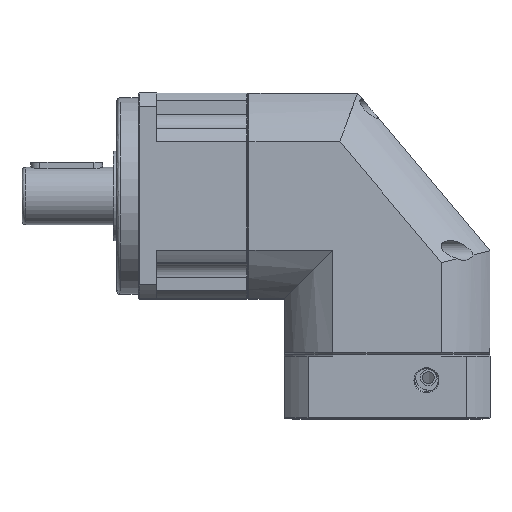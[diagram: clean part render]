
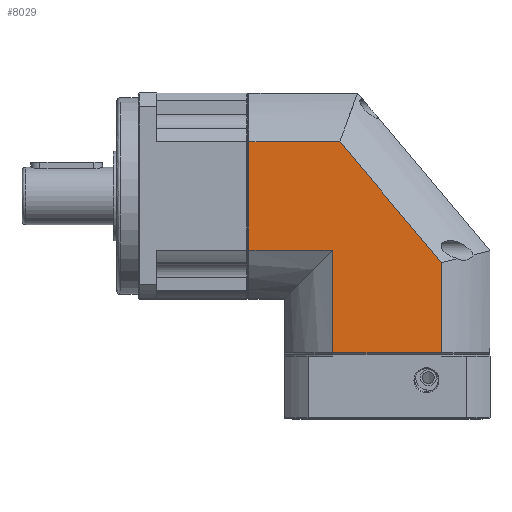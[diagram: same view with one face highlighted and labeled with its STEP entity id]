
A CAD part, top view. The second image highlights one B-rep face of the part: STEP entity #8029.
In plain terms, the highlighted planar face has unit normal (0, 0, 1).
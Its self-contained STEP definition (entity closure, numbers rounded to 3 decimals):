
#41 = DIRECTION ( 'NONE',  ( 1., 0., 0. ) ) ;
#90 = CARTESIAN_POINT ( 'NONE',  ( -9.042, -8.988, 115. ) ) ;
#378 = DIRECTION ( 'NONE',  ( -0.643, 0.766, 0. ) ) ;
#500 = CARTESIAN_POINT ( 'NONE',  ( 40.561, -20.52, 115. ) ) ;
#1122 = VERTEX_POINT ( 'NONE', #3832 ) ;
#1203 = VECTOR ( 'NONE', #13263, 1000. ) ;
#1531 = DIRECTION ( 'NONE',  ( 0., 0., 1. ) ) ;
#1833 = ORIENTED_EDGE ( 'NONE', *, *, #6161, .T. ) ;
#2118 = LINE ( 'NONE', #3546, #20539 ) ;
#2153 = PLANE ( 'NONE',  #16945 ) ;
#2811 = VERTEX_POINT ( 'NONE', #5769 ) ;
#3449 = ORIENTED_EDGE ( 'NONE', *, *, #6974, .T. ) ;
#3546 = CARTESIAN_POINT ( 'NONE',  ( -20.061, -8.988, 115. ) ) ;
#3832 = CARTESIAN_POINT ( 'NONE',  ( 40.561, -20.52, 115. ) ) ;
#4491 = CARTESIAN_POINT ( 'NONE',  ( 40.561, -8.988, 115. ) ) ;
#4835 = DIRECTION ( 'NONE',  ( 1., 0., 0. ) ) ;
#5769 = CARTESIAN_POINT ( 'NONE',  ( -66.95, 47.061, 115. ) ) ;
#6161 = EDGE_CURVE ( 'NONE', #14668, #17465, #7505, .T. ) ;
#6244 = LINE ( 'NONE', #13183, #11049 ) ;
#6284 = LINE ( 'NONE', #500, #11085 ) ;
#6372 = VERTEX_POINT ( 'NONE', #10683 ) ;
#6974 = EDGE_CURVE ( 'NONE', #17465, #1122, #15323, .T. ) ;
#7505 = LINE ( 'NONE', #16821, #20786 ) ;
#7745 = ORIENTED_EDGE ( 'NONE', *, *, #8338, .T. ) ;
#7889 = EDGE_CURVE ( 'NONE', #1122, #14596, #6284, .T. ) ;
#8029 = ADVANCED_FACE ( 'NONE', ( #18447 ), #2153, .T. ) ;
#8206 = ORIENTED_EDGE ( 'NONE', *, *, #9671, .T. ) ;
#8338 = EDGE_CURVE ( 'NONE', #14596, #2811, #6244, .T. ) ;
#8378 = CARTESIAN_POINT ( 'NONE',  ( -9.042, -13.561, 115. ) ) ;
#8409 = EDGE_CURVE ( 'NONE', #2811, #12516, #8810, .T. ) ;
#8810 = LINE ( 'NONE', #12702, #17643 ) ;
#9021 = EDGE_CURVE ( 'NONE', #12516, #6372, #19966, .T. ) ;
#9284 = ORIENTED_EDGE ( 'NONE', *, *, #7889, .T. ) ;
#9671 = EDGE_CURVE ( 'NONE', #6372, #14668, #2118, .T. ) ;
#9756 = CARTESIAN_POINT ( 'NONE',  ( -16.146, 47.061, 115. ) ) ;
#10523 = DIRECTION ( 'NONE',  ( 0., -1., 0. ) ) ;
#10683 = CARTESIAN_POINT ( 'NONE',  ( -20.061, -13.561, 115. ) ) ;
#11049 = VECTOR ( 'NONE', #14005, 1000. ) ;
#11085 = VECTOR ( 'NONE', #378, 1000. ) ;
#12227 = CARTESIAN_POINT ( 'NONE',  ( -66.95, -13.561, 115. ) ) ;
#12516 = VERTEX_POINT ( 'NONE', #12227 ) ;
#12585 = ORIENTED_EDGE ( 'NONE', *, *, #9021, .T. ) ;
#12702 = CARTESIAN_POINT ( 'NONE',  ( -66.95, -8.988, 115. ) ) ;
#13014 = DIRECTION ( 'NONE',  ( 0., -1., 0. ) ) ;
#13183 = CARTESIAN_POINT ( 'NONE',  ( -9.042, 47.061, 115. ) ) ;
#13263 = DIRECTION ( 'NONE',  ( 0., 1., 0. ) ) ;
#13779 = CARTESIAN_POINT ( 'NONE',  ( 40.561, -70.95, 115. ) ) ;
#14005 = DIRECTION ( 'NONE',  ( -1., 0., 0. ) ) ;
#14596 = VERTEX_POINT ( 'NONE', #9756 ) ;
#14668 = VERTEX_POINT ( 'NONE', #18671 ) ;
#15323 = LINE ( 'NONE', #4491, #1203 ) ;
#16241 = DIRECTION ( 'NONE',  ( 1., 0., 0. ) ) ;
#16821 = CARTESIAN_POINT ( 'NONE',  ( -9.042, -70.95, 115. ) ) ;
#16945 = AXIS2_PLACEMENT_3D ( 'NONE', #90, #1531, #41 ) ;
#17465 = VERTEX_POINT ( 'NONE', #13779 ) ;
#17643 = VECTOR ( 'NONE', #13014, 1000. ) ;
#18447 = FACE_OUTER_BOUND ( 'NONE', #20557, .T. ) ;
#18671 = CARTESIAN_POINT ( 'NONE',  ( -20.061, -70.95, 115. ) ) ;
#19966 = LINE ( 'NONE', #8378, #21114 ) ;
#20539 = VECTOR ( 'NONE', #10523, 1000. ) ;
#20557 = EDGE_LOOP ( 'NONE', ( #12585, #8206, #1833, #3449, #9284, #7745, #22272 ) ) ;
#20786 = VECTOR ( 'NONE', #16241, 1000. ) ;
#21114 = VECTOR ( 'NONE', #4835, 1000. ) ;
#22272 = ORIENTED_EDGE ( 'NONE', *, *, #8409, .T. ) ;
